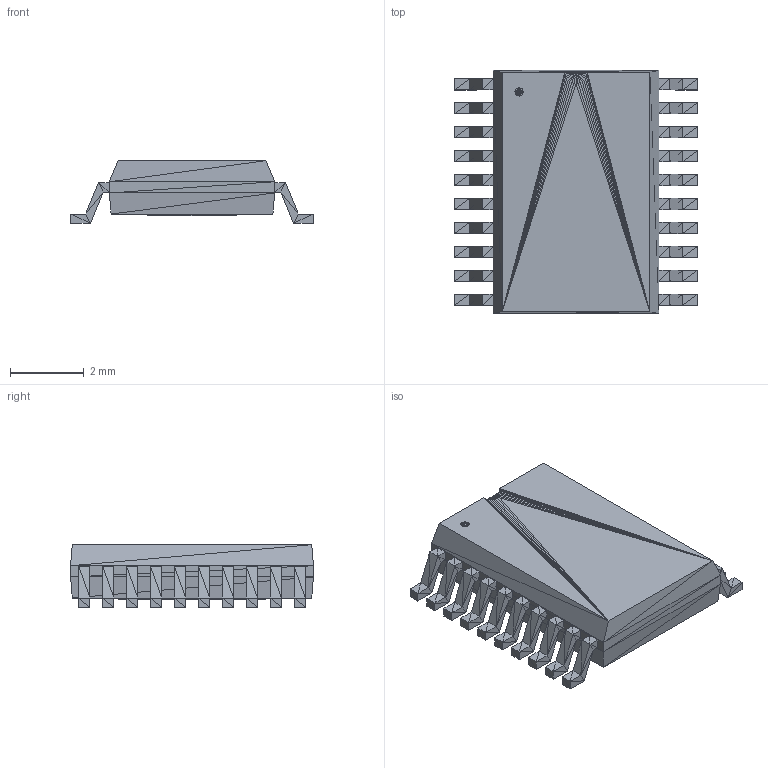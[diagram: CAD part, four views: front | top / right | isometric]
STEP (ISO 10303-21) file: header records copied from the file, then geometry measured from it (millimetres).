
FILE_DESCRIPTION(('FreeCAD Model'),'2;1');
FILE_NAME('Transformer.step','2018-10-22T22:22:15',('kicad StepUp'), ('ksu MCAD'),'Open CASCADE STEP processor 6.8','FreeCAD','Unknown');
FILE_SCHEMA(('AUTOMOTIVE_DESIGN { 1 0 10303 214 1 1 1 1 }'));
Products named in the file (1): part
Bounding box: 6.6 x 6.6 x 1.7 mm (x, y, z)
Surface area: 143 mm2 (no closed solid volume)
Topology: 0 solids, 849 shells, 849 faces, 5094 edges, 12735 vertices
Faces by surface type: plane 849
Entity records: 78040 total; most frequent: CARTESIAN_POINT 21314, DIRECTION 9253, LINE 7553, VECTOR 7553, GEOMETRIC_CURVE_SET 2548, ORIENTED_EDGE 2547, EDGE_CURVE 2547, VERTEX_POINT 2547
